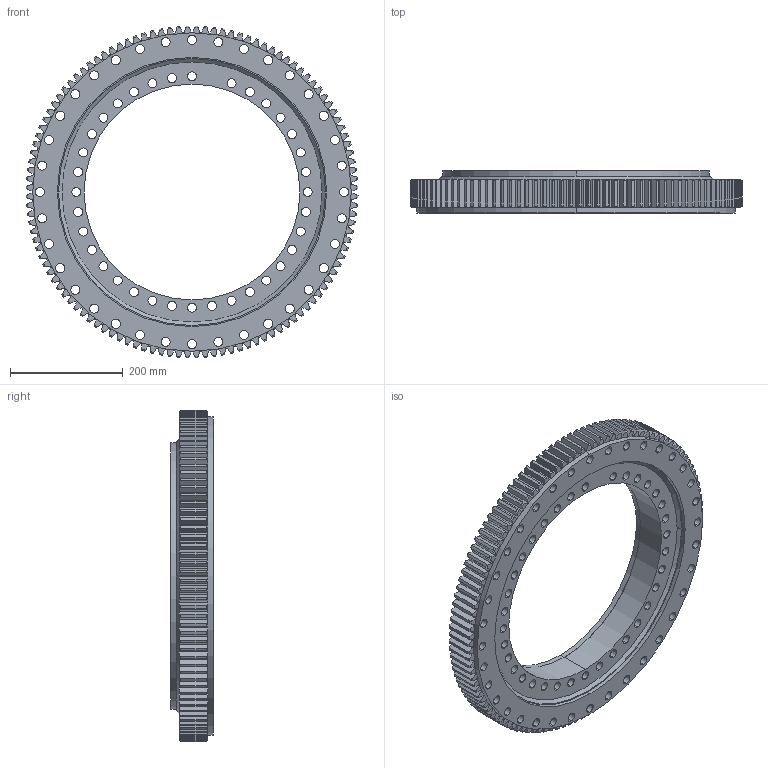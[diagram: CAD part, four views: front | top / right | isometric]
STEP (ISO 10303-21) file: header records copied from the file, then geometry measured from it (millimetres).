
FILE_DESCRIPTION (( 'STEP AP203' ), '1' );
FILE_NAME ('06-0475-22.STEP', '2017-12-27T07:22:55', ( 'defontaine' ), ( 'Hewlett-Packard Company' ), 'SwSTEP 2.0', 'SolidWorks 2016', '' );
FILE_SCHEMA (( 'CONFIG_CONTROL_DESIGN' ));
Length unit declared in the file: millimetre
Products named in the file (1): 06-0475-22
Bounding box: 588.9 x 75 x 588.9 mm (x, y, z)
Volume: 7090372.7 mm3; surface area: 1092501.9 mm2
Topology: 5 solids, 5 shells, 921 faces, 2681 edges, 1774 vertices
Faces by surface type: cylinder 399, cone 252, plane 248, torus 22
Entity records: 31626 total; most frequent: CARTESIAN_POINT 6765, ORIENTED_EDGE 5354, DIRECTION 5155, EDGE_CURVE 2677, AXIS2_PLACEMENT_3D 2020, VERTEX_POINT 1774, VECTOR 1115, LINE 1115
